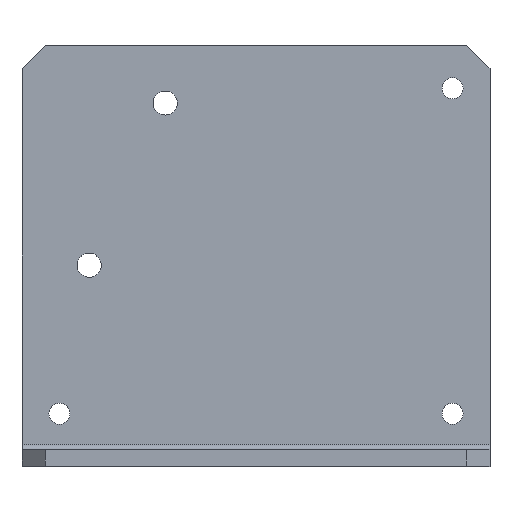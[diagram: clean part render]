
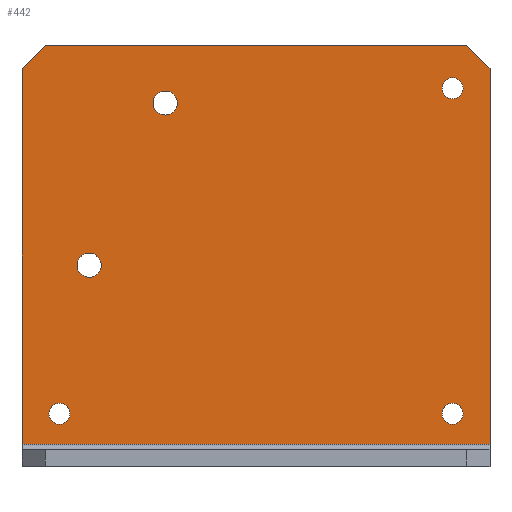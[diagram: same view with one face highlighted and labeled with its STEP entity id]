
A CAD part, top view. The second image highlights one B-rep face of the part: STEP entity #442.
In plain terms, the highlighted planar face has unit normal (0, 0, 1).
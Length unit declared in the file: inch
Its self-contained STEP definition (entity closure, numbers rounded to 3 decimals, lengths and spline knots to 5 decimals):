
#25=FACE_BOUND('',#97,.T.);
#26=FACE_BOUND('',#98,.T.);
#27=FACE_BOUND('',#99,.T.);
#28=FACE_BOUND('',#100,.T.);
#29=FACE_BOUND('',#101,.T.);
#49=CIRCLE('',#477,0.06425);
#50=CIRCLE('',#478,0.06425);
#51=CIRCLE('',#479,0.056);
#52=CIRCLE('',#480,0.056);
#53=CIRCLE('',#481,0.056);
#70=FACE_OUTER_BOUND('',#96,.T.);
#96=EDGE_LOOP('',(#317,#318,#319,#320,#321,#322));
#97=EDGE_LOOP('',(#323));
#98=EDGE_LOOP('',(#324));
#99=EDGE_LOOP('',(#325));
#100=EDGE_LOOP('',(#326));
#101=EDGE_LOOP('',(#327));
#145=LINE('',#655,#181);
#149=LINE('',#664,#185);
#150=LINE('',#665,#186);
#151=LINE('',#667,#187);
#152=LINE('',#669,#188);
#153=LINE('',#670,#189);
#181=VECTOR('',#525,2.0053);
#185=VECTOR('',#531,2.25);
#186=VECTOR('',#532,0.17678);
#187=VECTOR('',#533,2.5);
#188=VECTOR('',#534,2.0053);
#189=VECTOR('',#535,0.17678);
#217=VERTEX_POINT('',#653);
#218=VERTEX_POINT('',#654);
#221=VERTEX_POINT('',#662);
#222=VERTEX_POINT('',#663);
#223=VERTEX_POINT('',#666);
#224=VERTEX_POINT('',#668);
#225=VERTEX_POINT('',#671);
#226=VERTEX_POINT('',#673);
#227=VERTEX_POINT('',#675);
#228=VERTEX_POINT('',#677);
#229=VERTEX_POINT('',#679);
#257=EDGE_CURVE('',#217,#218,#145,.T.);
#261=EDGE_CURVE('',#221,#222,#149,.T.);
#262=EDGE_CURVE('',#217,#221,#150,.T.);
#263=EDGE_CURVE('',#218,#223,#151,.T.);
#264=EDGE_CURVE('',#224,#223,#152,.T.);
#265=EDGE_CURVE('',#222,#224,#153,.T.);
#266=EDGE_CURVE('',#225,#225,#49,.T.);
#267=EDGE_CURVE('',#226,#226,#50,.T.);
#268=EDGE_CURVE('',#227,#227,#51,.T.);
#269=EDGE_CURVE('',#228,#228,#52,.T.);
#270=EDGE_CURVE('',#229,#229,#53,.T.);
#317=ORIENTED_EDGE('',*,*,#261,.F.);
#318=ORIENTED_EDGE('',*,*,#262,.F.);
#319=ORIENTED_EDGE('',*,*,#257,.T.);
#320=ORIENTED_EDGE('',*,*,#263,.T.);
#321=ORIENTED_EDGE('',*,*,#264,.F.);
#322=ORIENTED_EDGE('',*,*,#265,.F.);
#323=ORIENTED_EDGE('',*,*,#266,.F.);
#324=ORIENTED_EDGE('',*,*,#267,.F.);
#325=ORIENTED_EDGE('',*,*,#268,.F.);
#326=ORIENTED_EDGE('',*,*,#269,.F.);
#327=ORIENTED_EDGE('',*,*,#270,.F.);
#426=PLANE('',#476);
#442=ADVANCED_FACE('',(#70,#25,#26,#27,#28,#29),#426,.T.);
#476=AXIS2_PLACEMENT_3D('',#661,#529,#530);
#477=AXIS2_PLACEMENT_3D('',#672,#536,#537);
#478=AXIS2_PLACEMENT_3D('',#674,#538,#539);
#479=AXIS2_PLACEMENT_3D('',#676,#540,#541);
#480=AXIS2_PLACEMENT_3D('',#678,#542,#543);
#481=AXIS2_PLACEMENT_3D('',#680,#544,#545);
#525=DIRECTION('',(0.,-1.,0.));
#529=DIRECTION('center_axis',(0.,0.,1.));
#530=DIRECTION('ref_axis',(1.,0.,0.));
#531=DIRECTION('',(1.,0.,0.));
#532=DIRECTION('',(0.707,0.707,0.));
#533=DIRECTION('',(1.,0.,0.));
#534=DIRECTION('',(0.,-1.,0.));
#535=DIRECTION('',(0.707,-0.707,0.));
#536=DIRECTION('center_axis',(0.,0.,1.));
#537=DIRECTION('ref_axis',(1.,0.,0.));
#538=DIRECTION('center_axis',(0.,0.,1.));
#539=DIRECTION('ref_axis',(1.,0.,0.));
#540=DIRECTION('center_axis',(0.,0.,1.));
#541=DIRECTION('ref_axis',(1.,0.,0.));
#542=DIRECTION('center_axis',(0.,0.,1.));
#543=DIRECTION('ref_axis',(1.,0.,0.));
#544=DIRECTION('center_axis',(0.,0.,1.));
#545=DIRECTION('ref_axis',(1.,0.,0.));
#653=CARTESIAN_POINT('',(0.,2.125,-0.9093));
#654=CARTESIAN_POINT('',(0.,0.1197,-0.9093));
#655=CARTESIAN_POINT('',(0.,2.125,-0.9093));
#661=CARTESIAN_POINT('Origin',(2.5,0.,-0.9093));
#662=CARTESIAN_POINT('',(0.125,2.25,-0.9093));
#663=CARTESIAN_POINT('',(2.375,2.25,-0.9093));
#664=CARTESIAN_POINT('',(0.125,2.25,-0.9093));
#665=CARTESIAN_POINT('',(0.,2.125,-0.9093));
#666=CARTESIAN_POINT('',(2.5,0.1197,-0.9093));
#667=CARTESIAN_POINT('',(0.,0.1197,-0.9093));
#668=CARTESIAN_POINT('',(2.5,2.125,-0.9093));
#669=CARTESIAN_POINT('',(2.5,2.125,-0.9093));
#670=CARTESIAN_POINT('',(2.375,2.25,-0.9093));
#671=CARTESIAN_POINT('',(0.42325,1.0759,-0.9093));
#672=CARTESIAN_POINT('Origin',(0.359,1.0759,-0.9093));
#673=CARTESIAN_POINT('',(0.82925,1.942,-0.9093));
#674=CARTESIAN_POINT('Origin',(0.765,1.942,-0.9093));
#675=CARTESIAN_POINT('',(2.244,2.02094,-0.9093));
#676=CARTESIAN_POINT('Origin',(2.3,2.02094,-0.9093));
#677=CARTESIAN_POINT('',(2.244,0.28242,-0.9093));
#678=CARTESIAN_POINT('Origin',(2.3,0.28242,-0.9093));
#679=CARTESIAN_POINT('',(0.144,0.28242,-0.9093));
#680=CARTESIAN_POINT('Origin',(0.2,0.28242,-0.9093));
